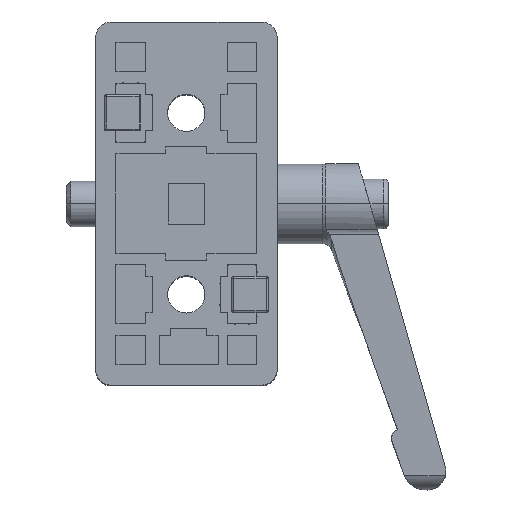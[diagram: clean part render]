
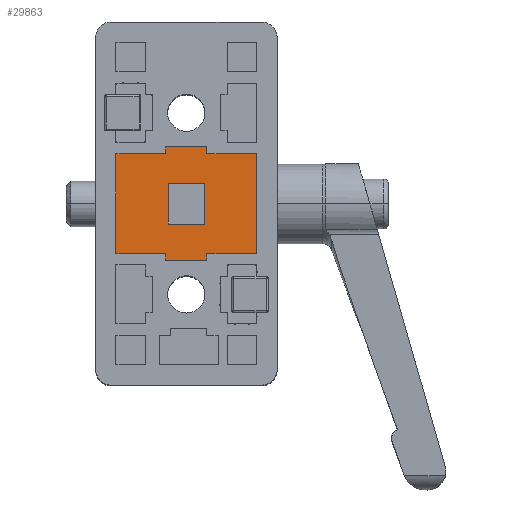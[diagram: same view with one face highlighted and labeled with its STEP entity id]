
A CAD part, top view. The second image highlights one B-rep face of the part: STEP entity #29863.
In plain terms, the highlighted planar face has unit normal (0, 0, 1).
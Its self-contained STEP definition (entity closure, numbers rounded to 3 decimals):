
#264 = ORIENTED_EDGE ( 'NONE', *, *, #1031, .T. ) ;
#1031 = EDGE_CURVE ( 'NONE', #22120, #31790, #37280, .T. ) ;
#1052 = CARTESIAN_POINT ( 'NONE',  ( 0.75, 4.5, 96.4 ) ) ;
#1524 = LINE ( 'NONE', #25578, #14885 ) ;
#1727 = VECTOR ( 'NONE', #14969, 1000. ) ;
#1859 = DIRECTION ( 'NONE',  ( 0., -1., 0. ) ) ;
#1925 = ORIENTED_EDGE ( 'NONE', *, *, #36832, .F. ) ;
#2385 = VERTEX_POINT ( 'NONE', #29485 ) ;
#2611 = ORIENTED_EDGE ( 'NONE', *, *, #35147, .F. ) ;
#2804 = VERTEX_POINT ( 'NONE', #6884 ) ;
#2806 = LINE ( 'NONE', #11430, #31691 ) ;
#3074 = VECTOR ( 'NONE', #10349, 1000. ) ;
#3277 = ORIENTED_EDGE ( 'NONE', *, *, #24383, .F. ) ;
#3288 = LINE ( 'NONE', #3875, #1727 ) ;
#3351 = ORIENTED_EDGE ( 'NONE', *, *, #27536, .T. ) ;
#3392 = ORIENTED_EDGE ( 'NONE', *, *, #31556, .F. ) ;
#3875 = CARTESIAN_POINT ( 'NONE',  ( -3.25, 12.5, 96.4 ) ) ;
#4323 = AXIS2_PLACEMENT_3D ( 'NONE', #18850, #24458, #13047 ) ;
#4650 = CARTESIAN_POINT ( 'NONE',  ( -18.75, -11., 96.4 ) ) ;
#4838 = VERTEX_POINT ( 'NONE', #1052 ) ;
#4900 = DIRECTION ( 'NONE',  ( -1., 0., 0. ) ) ;
#5200 = LINE ( 'NONE', #10342, #19288 ) ;
#5325 = ORIENTED_EDGE ( 'NONE', *, *, #11065, .F. ) ;
#5527 = EDGE_LOOP ( 'NONE', ( #18822, #7548, #2611, #24400, #3351, #264, #31499, #22969, #3392, #27256, #18140, #17188 ) ) ;
#5701 = EDGE_CURVE ( 'NONE', #18734, #35590, #24243, .T. ) ;
#5854 = EDGE_CURVE ( 'NONE', #29652, #24073, #32236, .T. ) ;
#5908 = CARTESIAN_POINT ( 'NONE',  ( -3.25, -12.5, 96.4 ) ) ;
#5924 = CARTESIAN_POINT ( 'NONE',  ( 1.272, -11., 96.4 ) ) ;
#6076 = DIRECTION ( 'NONE',  ( 1., 0., 0. ) ) ;
#6350 = VECTOR ( 'NONE', #4900, 1000. ) ;
#6681 = VERTEX_POINT ( 'NONE', #17820 ) ;
#6724 = VECTOR ( 'NONE', #33063, 1000. ) ;
#6824 = VECTOR ( 'NONE', #11635, 1000. ) ;
#6884 = CARTESIAN_POINT ( 'NONE',  ( 1.272, 11., 96.4 ) ) ;
#7102 = PLANE ( 'NONE',  #4323 ) ;
#7261 = EDGE_CURVE ( 'NONE', #34211, #6681, #5200, .T. ) ;
#7273 = VECTOR ( 'NONE', #15110, 1000. ) ;
#7548 = ORIENTED_EDGE ( 'NONE', *, *, #26654, .T. ) ;
#7866 = LINE ( 'NONE', #31408, #12863 ) ;
#8355 = CARTESIAN_POINT ( 'NONE',  ( -18.75, -11., 96.4 ) ) ;
#8525 = VECTOR ( 'NONE', #6076, 1000. ) ;
#8634 = DIRECTION ( 'NONE',  ( -1., 0., 0. ) ) ;
#8697 = LINE ( 'NONE', #10704, #22238 ) ;
#8990 = CARTESIAN_POINT ( 'NONE',  ( 12.25, 0., 96.4 ) ) ;
#9552 = VECTOR ( 'NONE', #13064, 1000. ) ;
#10014 = CARTESIAN_POINT ( 'NONE',  ( 1.272, -12.5, 96.4 ) ) ;
#10184 = CARTESIAN_POINT ( 'NONE',  ( -7.772, 0., 96.4 ) ) ;
#10342 = CARTESIAN_POINT ( 'NONE',  ( -3.25, -4.5, 96.4 ) ) ;
#10349 = DIRECTION ( 'NONE',  ( 0., -1., 0. ) ) ;
#10531 = VERTEX_POINT ( 'NONE', #12150 ) ;
#10704 = CARTESIAN_POINT ( 'NONE',  ( 1.272, 0., 96.4 ) ) ;
#11007 = LINE ( 'NONE', #20057, #6350 ) ;
#11065 = EDGE_CURVE ( 'NONE', #6681, #4838, #1524, .T. ) ;
#11315 = EDGE_CURVE ( 'NONE', #14566, #11702, #11007, .T. ) ;
#11430 = CARTESIAN_POINT ( 'NONE',  ( -3.25, 4.5, 96.4 ) ) ;
#11635 = DIRECTION ( 'NONE',  ( 0., 1., 0. ) ) ;
#11702 = VERTEX_POINT ( 'NONE', #29458 ) ;
#12054 = CARTESIAN_POINT ( 'NONE',  ( -7.772, 12.5, 96.4 ) ) ;
#12150 = CARTESIAN_POINT ( 'NONE',  ( -7.25, 4.5, 96.4 ) ) ;
#12863 = VECTOR ( 'NONE', #8634, 1000. ) ;
#13025 = CARTESIAN_POINT ( 'NONE',  ( -7.772, 11., 96.4 ) ) ;
#13047 = DIRECTION ( 'NONE',  ( -1., 0., 0. ) ) ;
#13064 = DIRECTION ( 'NONE',  ( 0., 1., 0. ) ) ;
#13812 = CARTESIAN_POINT ( 'NONE',  ( 12.25, -11., 96.4 ) ) ;
#14566 = VERTEX_POINT ( 'NONE', #13025 ) ;
#14885 = VECTOR ( 'NONE', #37306, 1000. ) ;
#14969 = DIRECTION ( 'NONE',  ( -1., 0., 0. ) ) ;
#15110 = DIRECTION ( 'NONE',  ( 0., -1., 0. ) ) ;
#15304 = LINE ( 'NONE', #23833, #7273 ) ;
#15921 = FACE_BOUND ( 'NONE', #20468, .T. ) ;
#16478 = CARTESIAN_POINT ( 'NONE',  ( 1.272, -11., 96.4 ) ) ;
#17188 = ORIENTED_EDGE ( 'NONE', *, *, #30367, .T. ) ;
#17606 = LINE ( 'NONE', #26477, #6824 ) ;
#17820 = CARTESIAN_POINT ( 'NONE',  ( 0.75, -4.5, 96.4 ) ) ;
#18140 = ORIENTED_EDGE ( 'NONE', *, *, #5701, .T. ) ;
#18695 = VERTEX_POINT ( 'NONE', #16478 ) ;
#18734 = VERTEX_POINT ( 'NONE', #13812 ) ;
#18822 = ORIENTED_EDGE ( 'NONE', *, *, #28453, .F. ) ;
#18850 = CARTESIAN_POINT ( 'NONE',  ( -3.25, 0., 96.4 ) ) ;
#19012 = LINE ( 'NONE', #36740, #3074 ) ;
#19064 = EDGE_CURVE ( 'NONE', #29652, #31790, #17606, .T. ) ;
#19288 = VECTOR ( 'NONE', #28450, 1000. ) ;
#20057 = CARTESIAN_POINT ( 'NONE',  ( -7.772, 11., 96.4 ) ) ;
#20468 = EDGE_LOOP ( 'NONE', ( #3277, #5325, #21200, #1925 ) ) ;
#21200 = ORIENTED_EDGE ( 'NONE', *, *, #7261, .F. ) ;
#21994 = LINE ( 'NONE', #31254, #28766 ) ;
#22120 = VERTEX_POINT ( 'NONE', #4650 ) ;
#22238 = VECTOR ( 'NONE', #1859, 1000. ) ;
#22546 = CARTESIAN_POINT ( 'NONE',  ( -7.772, -11., 96.4 ) ) ;
#22969 = ORIENTED_EDGE ( 'NONE', *, *, #5854, .T. ) ;
#23020 = DIRECTION ( 'NONE',  ( 1., 0., 0. ) ) ;
#23316 = VECTOR ( 'NONE', #23596, 1000. ) ;
#23596 = DIRECTION ( 'NONE',  ( 1., 0., 0. ) ) ;
#23833 = CARTESIAN_POINT ( 'NONE',  ( -7.25, 0., 96.4 ) ) ;
#24073 = VERTEX_POINT ( 'NONE', #10014 ) ;
#24243 = LINE ( 'NONE', #8990, #6724 ) ;
#24383 = EDGE_CURVE ( 'NONE', #4838, #10531, #2806, .T. ) ;
#24400 = ORIENTED_EDGE ( 'NONE', *, *, #11315, .T. ) ;
#24458 = DIRECTION ( 'NONE',  ( 0., 0., -1. ) ) ;
#24645 = VECTOR ( 'NONE', #23020, 1000. ) ;
#25578 = CARTESIAN_POINT ( 'NONE',  ( 0.75, 0., 96.4 ) ) ;
#26477 = CARTESIAN_POINT ( 'NONE',  ( -7.772, 0., 96.4 ) ) ;
#26654 = EDGE_CURVE ( 'NONE', #2385, #35533, #3288, .T. ) ;
#27256 = ORIENTED_EDGE ( 'NONE', *, *, #37102, .T. ) ;
#27515 = LINE ( 'NONE', #10184, #9552 ) ;
#27536 = EDGE_CURVE ( 'NONE', #11702, #22120, #19012, .T. ) ;
#27587 = DIRECTION ( 'NONE',  ( 0., -1., 0. ) ) ;
#28450 = DIRECTION ( 'NONE',  ( 1., 0., 0. ) ) ;
#28453 = EDGE_CURVE ( 'NONE', #2385, #2804, #21994, .T. ) ;
#28766 = VECTOR ( 'NONE', #27587, 1000. ) ;
#28775 = DIRECTION ( 'NONE',  ( -1., 0., 0. ) ) ;
#29458 = CARTESIAN_POINT ( 'NONE',  ( -18.75, 11., 96.4 ) ) ;
#29485 = CARTESIAN_POINT ( 'NONE',  ( 1.272, 12.5, 96.4 ) ) ;
#29652 = VERTEX_POINT ( 'NONE', #33697 ) ;
#29776 = CARTESIAN_POINT ( 'NONE',  ( -7.25, -4.5, 96.4 ) ) ;
#29863 = ADVANCED_FACE ( 'NONE', ( #15921, #30787 ), #7102, .F. ) ;
#30367 = EDGE_CURVE ( 'NONE', #35590, #2804, #7866, .T. ) ;
#30787 = FACE_OUTER_BOUND ( 'NONE', #5527, .T. ) ;
#31254 = CARTESIAN_POINT ( 'NONE',  ( 1.272, 0., 96.4 ) ) ;
#31408 = CARTESIAN_POINT ( 'NONE',  ( 12.25, 11., 96.4 ) ) ;
#31499 = ORIENTED_EDGE ( 'NONE', *, *, #19064, .F. ) ;
#31556 = EDGE_CURVE ( 'NONE', #18695, #24073, #8697, .T. ) ;
#31691 = VECTOR ( 'NONE', #28775, 1000. ) ;
#31790 = VERTEX_POINT ( 'NONE', #22546 ) ;
#32236 = LINE ( 'NONE', #5908, #8525 ) ;
#32254 = LINE ( 'NONE', #5924, #23316 ) ;
#33024 = CARTESIAN_POINT ( 'NONE',  ( 12.25, 11., 96.4 ) ) ;
#33063 = DIRECTION ( 'NONE',  ( 0., 1., 0. ) ) ;
#33697 = CARTESIAN_POINT ( 'NONE',  ( -7.772, -12.5, 96.4 ) ) ;
#34211 = VERTEX_POINT ( 'NONE', #29776 ) ;
#35147 = EDGE_CURVE ( 'NONE', #14566, #35533, #27515, .T. ) ;
#35533 = VERTEX_POINT ( 'NONE', #12054 ) ;
#35590 = VERTEX_POINT ( 'NONE', #33024 ) ;
#36740 = CARTESIAN_POINT ( 'NONE',  ( -18.75, 0., 96.4 ) ) ;
#36832 = EDGE_CURVE ( 'NONE', #10531, #34211, #15304, .T. ) ;
#37102 = EDGE_CURVE ( 'NONE', #18695, #18734, #32254, .T. ) ;
#37280 = LINE ( 'NONE', #8355, #24645 ) ;
#37306 = DIRECTION ( 'NONE',  ( 0., 1., 0. ) ) ;
